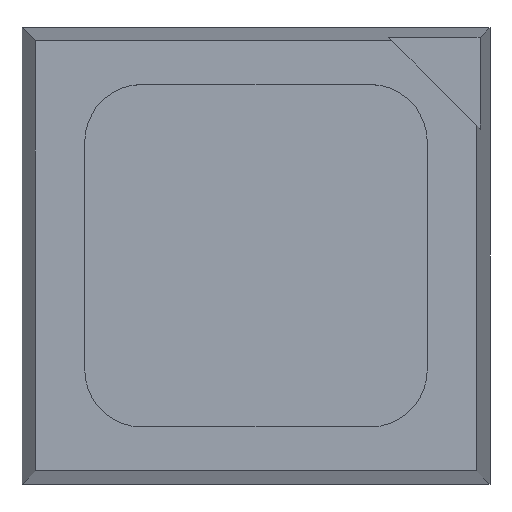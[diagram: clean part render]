
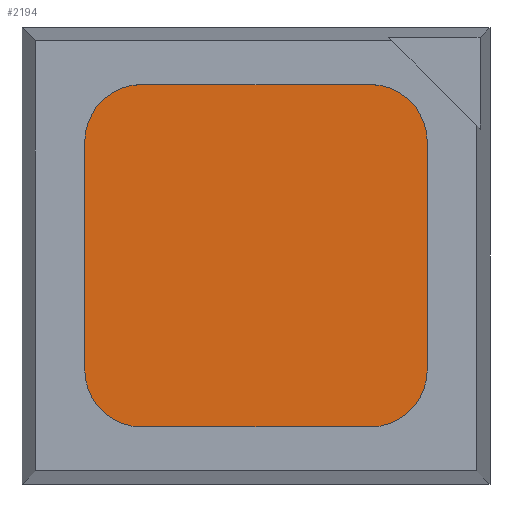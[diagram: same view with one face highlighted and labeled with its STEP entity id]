
A CAD part, top view. The second image highlights one B-rep face of the part: STEP entity #2194.
In plain terms, the highlighted planar face has unit normal (0, 0, 1).
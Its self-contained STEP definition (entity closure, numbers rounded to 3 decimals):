
#7 = DIRECTION ( 'NONE',  ( 1., 0., 0. ) ) ;
#11 = VERTEX_POINT ( 'NONE', #1906 ) ;
#61 = EDGE_CURVE ( 'NONE', #2392, #11, #976, .T. ) ;
#127 = VECTOR ( 'NONE', #1744, 1000. ) ;
#238 = CARTESIAN_POINT ( 'NONE',  ( 0.3, -0.3, 0.91 ) ) ;
#242 = ORIENTED_EDGE ( 'NONE', *, *, #418, .T. ) ;
#282 = EDGE_CURVE ( 'NONE', #590, #2392, #1788, .T. ) ;
#330 = CIRCLE ( 'NONE', #1194, 0.15 ) ;
#399 = CARTESIAN_POINT ( 'NONE',  ( 0.45, 0.3, 0.91 ) ) ;
#418 = EDGE_CURVE ( 'NONE', #11, #2127, #1624, .T. ) ;
#444 = VECTOR ( 'NONE', #575, 1000. ) ;
#560 = CARTESIAN_POINT ( 'NONE',  ( -0.3, -0.3, 0.91 ) ) ;
#575 = DIRECTION ( 'NONE',  ( 1., 0., 0. ) ) ;
#590 = VERTEX_POINT ( 'NONE', #3211 ) ;
#740 = DIRECTION ( 'NONE',  ( 1., 0., 0. ) ) ;
#765 = VERTEX_POINT ( 'NONE', #2389 ) ;
#870 = ORIENTED_EDGE ( 'NONE', *, *, #1999, .T. ) ;
#954 = CARTESIAN_POINT ( 'NONE',  ( -0.45, -0.3, 0.91 ) ) ;
#957 = EDGE_LOOP ( 'NONE', ( #2060, #242, #2310, #870, #2318, #2483, #2020, #2900 ) ) ;
#976 = CIRCLE ( 'NONE', #2075, 0.15 ) ;
#977 = DIRECTION ( 'NONE',  ( 1., 0., 0. ) ) ;
#1056 = EDGE_CURVE ( 'NONE', #2276, #1307, #3090, .T. ) ;
#1167 = DIRECTION ( 'NONE',  ( 0., 1., 0. ) ) ;
#1176 = DIRECTION ( 'NONE',  ( 0., 0., 1. ) ) ;
#1185 = CARTESIAN_POINT ( 'NONE',  ( 0.45, 0.3, 0.91 ) ) ;
#1189 = AXIS2_PLACEMENT_3D ( 'NONE', #3208, #1801, #7 ) ;
#1194 = AXIS2_PLACEMENT_3D ( 'NONE', #1727, #1765, #977 ) ;
#1307 = VERTEX_POINT ( 'NONE', #2145 ) ;
#1340 = DIRECTION ( 'NONE',  ( 0., 0., 1. ) ) ;
#1354 = CIRCLE ( 'NONE', #3305, 0.15 ) ;
#1357 = VERTEX_POINT ( 'NONE', #2639 ) ;
#1397 = CARTESIAN_POINT ( 'NONE',  ( 0.3, 0.3, 0.91 ) ) ;
#1492 = CARTESIAN_POINT ( 'NONE',  ( -0.45, 0.3, 0.91 ) ) ;
#1498 = VECTOR ( 'NONE', #1167, 1000. ) ;
#1624 = LINE ( 'NONE', #2374, #444 ) ;
#1727 = CARTESIAN_POINT ( 'NONE',  ( -0.3, 0.3, 0.91 ) ) ;
#1744 = DIRECTION ( 'NONE',  ( -1., 0., 0. ) ) ;
#1765 = DIRECTION ( 'NONE',  ( 0., 0., 1. ) ) ;
#1770 = DIRECTION ( 'NONE',  ( 0., -1., 0. ) ) ;
#1788 = LINE ( 'NONE', #1492, #2040 ) ;
#1801 = DIRECTION ( 'NONE',  ( 0., 0., 1. ) ) ;
#1906 = CARTESIAN_POINT ( 'NONE',  ( -0.3, -0.45, 0.91 ) ) ;
#1958 = LINE ( 'NONE', #1185, #1498 ) ;
#1999 = EDGE_CURVE ( 'NONE', #765, #2276, #1958, .T. ) ;
#2020 = ORIENTED_EDGE ( 'NONE', *, *, #2167, .T. ) ;
#2038 = PLANE ( 'NONE',  #1189 ) ;
#2040 = VECTOR ( 'NONE', #1770, 1000. ) ;
#2060 = ORIENTED_EDGE ( 'NONE', *, *, #61, .T. ) ;
#2075 = AXIS2_PLACEMENT_3D ( 'NONE', #560, #1340, #2397 ) ;
#2110 = AXIS2_PLACEMENT_3D ( 'NONE', #1397, #1176, #2253 ) ;
#2127 = VERTEX_POINT ( 'NONE', #2564 ) ;
#2145 = CARTESIAN_POINT ( 'NONE',  ( 0.3, 0.45, 0.91 ) ) ;
#2167 = EDGE_CURVE ( 'NONE', #1357, #590, #330, .T. ) ;
#2178 = LINE ( 'NONE', #3359, #127 ) ;
#2194 = ADVANCED_FACE ( 'NONE', ( #3343 ), #2038, .T. ) ;
#2253 = DIRECTION ( 'NONE',  ( -1., 0., 0. ) ) ;
#2276 = VERTEX_POINT ( 'NONE', #399 ) ;
#2310 = ORIENTED_EDGE ( 'NONE', *, *, #2410, .T. ) ;
#2318 = ORIENTED_EDGE ( 'NONE', *, *, #1056, .T. ) ;
#2374 = CARTESIAN_POINT ( 'NONE',  ( -0.3, -0.45, 0.91 ) ) ;
#2389 = CARTESIAN_POINT ( 'NONE',  ( 0.45, -0.3, 0.91 ) ) ;
#2392 = VERTEX_POINT ( 'NONE', #954 ) ;
#2397 = DIRECTION ( 'NONE',  ( 1., 0., 0. ) ) ;
#2410 = EDGE_CURVE ( 'NONE', #2127, #765, #1354, .T. ) ;
#2483 = ORIENTED_EDGE ( 'NONE', *, *, #2834, .T. ) ;
#2560 = DIRECTION ( 'NONE',  ( 0., 0., 1. ) ) ;
#2564 = CARTESIAN_POINT ( 'NONE',  ( 0.3, -0.45, 0.91 ) ) ;
#2639 = CARTESIAN_POINT ( 'NONE',  ( -0.3, 0.45, 0.91 ) ) ;
#2834 = EDGE_CURVE ( 'NONE', #1307, #1357, #2178, .T. ) ;
#2900 = ORIENTED_EDGE ( 'NONE', *, *, #282, .T. ) ;
#3090 = CIRCLE ( 'NONE', #2110, 0.15 ) ;
#3208 = CARTESIAN_POINT ( 'NONE',  ( -0.3, -0.3, 0.91 ) ) ;
#3211 = CARTESIAN_POINT ( 'NONE',  ( -0.45, 0.3, 0.91 ) ) ;
#3305 = AXIS2_PLACEMENT_3D ( 'NONE', #238, #2560, #740 ) ;
#3343 = FACE_OUTER_BOUND ( 'NONE', #957, .T. ) ;
#3359 = CARTESIAN_POINT ( 'NONE',  ( -0.3, 0.45, 0.91 ) ) ;
